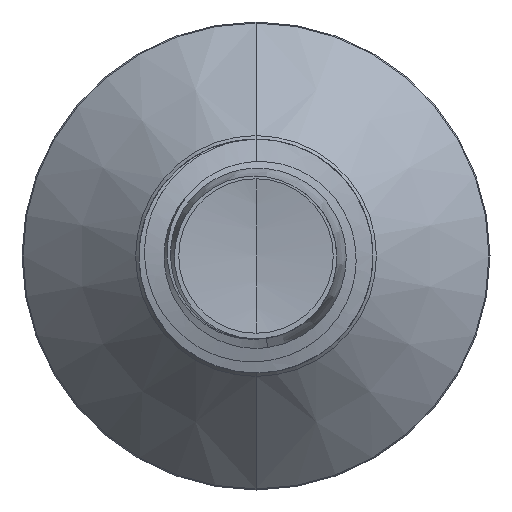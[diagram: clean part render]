
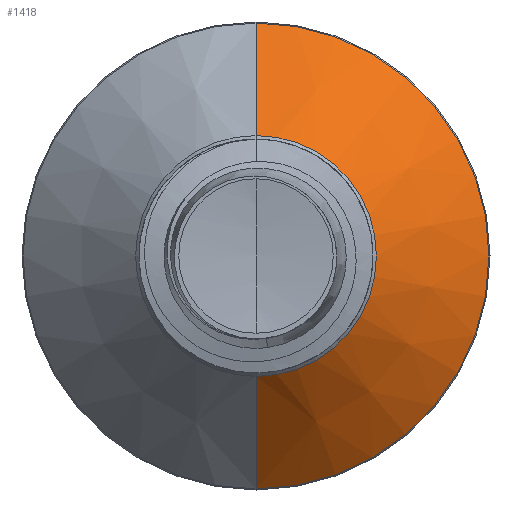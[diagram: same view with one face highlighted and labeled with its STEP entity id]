
A CAD part, front view. The second image highlights one B-rep face of the part: STEP entity #1418.
In plain terms, the highlighted conical face has half-angle 45 degrees and reference radius 3.088 mm.
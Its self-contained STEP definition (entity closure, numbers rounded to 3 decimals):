
#283 = VERTEX_POINT ( 'NONE', #2001 ) ;
#1125 = CARTESIAN_POINT ( 'NONE',  ( 0., 10.239, 3.089 ) ) ;
#1387 = DIRECTION ( 'NONE',  ( 0., 1., 0. ) ) ;
#1418 = ADVANCED_FACE ( 'NONE', ( #5678 ), #22098, .T. ) ;
#1830 = VERTEX_POINT ( 'NONE', #17262 ) ;
#2001 = CARTESIAN_POINT ( 'NONE',  ( 0., 10.239, 3.089 ) ) ;
#2212 = DIRECTION ( 'NONE',  ( 0., 0., 1. ) ) ;
#2294 = DIRECTION ( 'NONE',  ( 0., 1., 0. ) ) ;
#2379 = CARTESIAN_POINT ( 'NONE',  ( 0., 10.239, 0. ) ) ;
#2731 = EDGE_LOOP ( 'NONE', ( #6746, #11842, #16780, #21677 ) ) ;
#5678 = FACE_OUTER_BOUND ( 'NONE', #2731, .T. ) ;
#6542 = LINE ( 'NONE', #19155, #11023 ) ;
#6720 = EDGE_CURVE ( 'NONE', #283, #1830, #7758, .T. ) ;
#6746 = ORIENTED_EDGE ( 'NONE', *, *, #6720, .T. ) ;
#7129 = EDGE_CURVE ( 'NONE', #1830, #18742, #6542, .T. ) ;
#7758 = CIRCLE ( 'NONE', #24149, 3.089 ) ;
#8858 = CIRCLE ( 'NONE', #20524, 5.974 ) ;
#11023 = VECTOR ( 'NONE', #19020, 1000. ) ;
#11095 = AXIS2_PLACEMENT_3D ( 'NONE', #13432, #14329, #14179 ) ;
#11687 = CARTESIAN_POINT ( 'NONE',  ( 0., 13.124, 5.974 ) ) ;
#11842 = ORIENTED_EDGE ( 'NONE', *, *, #7129, .T. ) ;
#12853 = CARTESIAN_POINT ( 'NONE',  ( 0., 13.124, 0. ) ) ;
#13432 = CARTESIAN_POINT ( 'NONE',  ( 0., 10.239, 0. ) ) ;
#14179 = DIRECTION ( 'NONE',  ( 0., 0., 1. ) ) ;
#14292 = CARTESIAN_POINT ( 'NONE',  ( 0., 13.124, -5.974 ) ) ;
#14329 = DIRECTION ( 'NONE',  ( 0., 1., 0. ) ) ;
#14461 = DIRECTION ( 'NONE',  ( 0., 0.707, 0.707 ) ) ;
#14469 = EDGE_CURVE ( 'NONE', #15216, #18742, #8858, .T. ) ;
#14720 = DIRECTION ( 'NONE',  ( 0., 0., 1. ) ) ;
#15216 = VERTEX_POINT ( 'NONE', #11687 ) ;
#16322 = VECTOR ( 'NONE', #14461, 1000. ) ;
#16780 = ORIENTED_EDGE ( 'NONE', *, *, #14469, .F. ) ;
#17262 = CARTESIAN_POINT ( 'NONE',  ( 0., 10.239, -3.089 ) ) ;
#18742 = VERTEX_POINT ( 'NONE', #14292 ) ;
#19020 = DIRECTION ( 'NONE',  ( 0., 0.707, -0.707 ) ) ;
#19155 = CARTESIAN_POINT ( 'NONE',  ( 0., 10.239, -3.089 ) ) ;
#20524 = AXIS2_PLACEMENT_3D ( 'NONE', #12853, #1387, #14720 ) ;
#21241 = LINE ( 'NONE', #1125, #16322 ) ;
#21677 = ORIENTED_EDGE ( 'NONE', *, *, #22204, .F. ) ;
#22098 = CONICAL_SURFACE ( 'NONE', #11095, 3.089, 0.785 ) ;
#22204 = EDGE_CURVE ( 'NONE', #283, #15216, #21241, .T. ) ;
#24149 = AXIS2_PLACEMENT_3D ( 'NONE', #2379, #2294, #2212 ) ;
